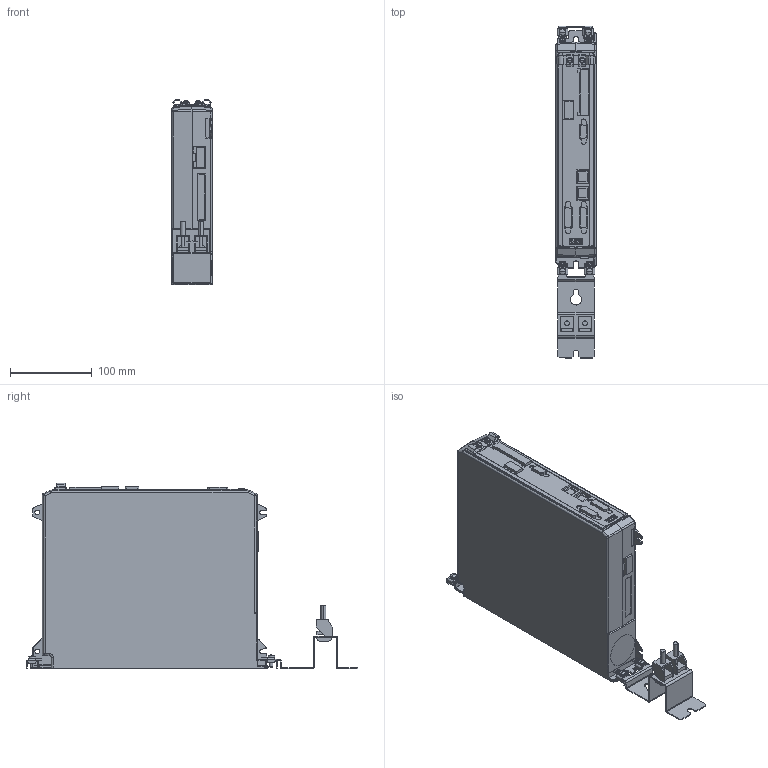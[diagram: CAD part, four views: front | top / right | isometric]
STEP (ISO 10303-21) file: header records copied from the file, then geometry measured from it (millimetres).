
FILE_DESCRIPTION (( 'STEP AP214' ), '1' );
FILE_NAME ('S6-2T01-P150.STEP', '2023-01-09T15:42:38', ( '' ), ( '' ), 'SwSTEP 2.0', 'SolidWorks 2022', '' );
FILE_SCHEMA (( 'AUTOMOTIVE_DESIGN' ));
Length unit declared in the file: millimetre
Products named in the file (3): S6-2T01-P150-1; Schirmbügel-2; S6-2T01-P150
Assembly tree (2 placements, depth 2):
  S6-2T01-P150
    S6-2T01-P150-1
    Schirmbügel-2
Bounding box: 49 x 406 x 226.9 mm (x, y, z)
Volume: 2821321 mm3; surface area: 199845.1 mm2
Topology: 3 solids, 3 shells, 1199 faces, 3163 edges, 2013 vertices
Faces by surface type: plane 639, cylinder 365, bspline 117, cone 69, sphere 6, torus 3
Entity records: 47093 total; most frequent: CARTESIAN_POINT 18380, ORIENTED_EDGE 6300, DIRECTION 5260, EDGE_CURVE 3150, VECTOR 2032, LINE 2032, VERTEX_POINT 2013, AXIS2_PLACEMENT_3D 1614
